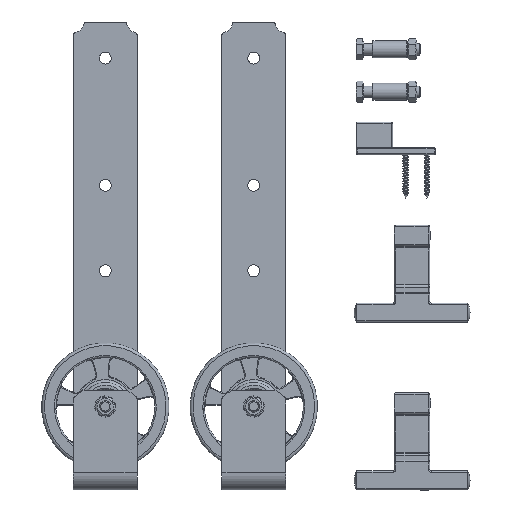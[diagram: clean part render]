
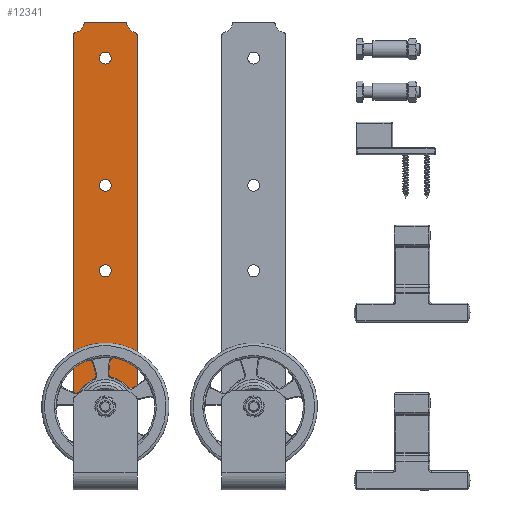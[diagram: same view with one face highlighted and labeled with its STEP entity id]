
A CAD part, top view. The second image highlights one B-rep face of the part: STEP entity #12341.
In plain terms, the highlighted planar face has unit normal (0, 0, 1).
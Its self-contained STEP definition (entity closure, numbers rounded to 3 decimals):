
#1069=FACE_BOUND('',#2871,.T.);
#1070=FACE_BOUND('',#2872,.T.);
#1071=FACE_BOUND('',#2873,.T.);
#1072=FACE_BOUND('',#2874,.T.);
#1144=CIRCLE('',#13610,2.);
#1154=CIRCLE('',#13623,2.);
#1155=CIRCLE('',#13626,2.);
#1156=CIRCLE('',#13628,2.);
#1160=CIRCLE('',#13639,7.5);
#1161=CIRCLE('',#13641,7.5);
#1162=CIRCLE('',#13643,4.1);
#1163=CIRCLE('',#13644,4.25);
#1164=CIRCLE('',#13645,4.25);
#1165=CIRCLE('',#13646,4.25);
#2097=FACE_OUTER_BOUND('',#2870,.T.);
#2870=EDGE_LOOP('',(#8355,#8356,#8357,#8358,#8359,#8360,#8361,#8362,#8363,
#8364));
#2871=EDGE_LOOP('',(#8365));
#2872=EDGE_LOOP('',(#8366));
#2873=EDGE_LOOP('',(#8367));
#2874=EDGE_LOOP('',(#8368));
#3698=LINE('',#19640,#4420);
#3704=LINE('',#19673,#4426);
#3709=LINE('',#19687,#4431);
#3719=LINE('',#19715,#4441);
#4420=VECTOR('',#15401,10.);
#4426=VECTOR('',#15433,10.);
#4431=VECTOR('',#15448,10.);
#4441=VECTOR('',#15484,10.);
#5144=VERTEX_POINT('',#19630);
#5145=VERTEX_POINT('',#19632);
#5147=VERTEX_POINT('',#19638);
#5159=VERTEX_POINT('',#19666);
#5160=VERTEX_POINT('',#19667);
#5161=VERTEX_POINT('',#19672);
#5162=VERTEX_POINT('',#19676);
#5163=VERTEX_POINT('',#19680);
#5164=VERTEX_POINT('',#19681);
#5165=VERTEX_POINT('',#19686);
#5171=VERTEX_POINT('',#19716);
#5172=VERTEX_POINT('',#19718);
#5173=VERTEX_POINT('',#19720);
#5174=VERTEX_POINT('',#19722);
#6353=EDGE_CURVE('',#5144,#5145,#1144,.T.);
#6357=EDGE_CURVE('',#5147,#5144,#3698,.T.);
#6370=EDGE_CURVE('',#5159,#5160,#1154,.T.);
#6373=EDGE_CURVE('',#5160,#5161,#3704,.T.);
#6375=EDGE_CURVE('',#5161,#5162,#1155,.T.);
#6377=EDGE_CURVE('',#5163,#5164,#1156,.T.);
#6380=EDGE_CURVE('',#5164,#5165,#3709,.T.);
#6393=EDGE_CURVE('',#5159,#5145,#1160,.T.);
#6394=EDGE_CURVE('',#5163,#5162,#1161,.T.);
#6395=EDGE_CURVE('',#5165,#5147,#3719,.T.);
#6396=EDGE_CURVE('',#5171,#5171,#1162,.T.);
#6397=EDGE_CURVE('',#5172,#5172,#1163,.T.);
#6398=EDGE_CURVE('',#5173,#5173,#1164,.T.);
#6399=EDGE_CURVE('',#5174,#5174,#1165,.T.);
#8355=ORIENTED_EDGE('',*,*,#6353,.F.);
#8356=ORIENTED_EDGE('',*,*,#6357,.F.);
#8357=ORIENTED_EDGE('',*,*,#6395,.F.);
#8358=ORIENTED_EDGE('',*,*,#6380,.F.);
#8359=ORIENTED_EDGE('',*,*,#6377,.F.);
#8360=ORIENTED_EDGE('',*,*,#6394,.T.);
#8361=ORIENTED_EDGE('',*,*,#6375,.F.);
#8362=ORIENTED_EDGE('',*,*,#6373,.F.);
#8363=ORIENTED_EDGE('',*,*,#6370,.F.);
#8364=ORIENTED_EDGE('',*,*,#6393,.T.);
#8365=ORIENTED_EDGE('',*,*,#6396,.T.);
#8366=ORIENTED_EDGE('',*,*,#6397,.T.);
#8367=ORIENTED_EDGE('',*,*,#6398,.T.);
#8368=ORIENTED_EDGE('',*,*,#6399,.T.);
#12116=PLANE('',#13642);
#12341=ADVANCED_FACE('',(#2097,#1069,#1070,#1071,#1072),#12116,.T.);
#13610=AXIS2_PLACEMENT_3D('',#19633,#15394,#15395);
#13623=AXIS2_PLACEMENT_3D('',#19668,#15427,#15428);
#13626=AXIS2_PLACEMENT_3D('',#19677,#15437,#15438);
#13628=AXIS2_PLACEMENT_3D('',#19682,#15442,#15443);
#13639=AXIS2_PLACEMENT_3D('',#19711,#15476,#15477);
#13641=AXIS2_PLACEMENT_3D('',#19713,#15480,#15481);
#13642=AXIS2_PLACEMENT_3D('',#19714,#15482,#15483);
#13643=AXIS2_PLACEMENT_3D('',#19717,#15485,#15486);
#13644=AXIS2_PLACEMENT_3D('',#19719,#15487,#15488);
#13645=AXIS2_PLACEMENT_3D('',#19721,#15489,#15490);
#13646=AXIS2_PLACEMENT_3D('',#19723,#15491,#15492);
#15394=DIRECTION('center_axis',(0.,0.,-1.));
#15395=DIRECTION('ref_axis',(0.778,-0.628,0.));
#15401=DIRECTION('',(0.,-1.,0.));
#15427=DIRECTION('center_axis',(0.,0.,-1.));
#15428=DIRECTION('ref_axis',(0.628,-0.778,0.));
#15433=DIRECTION('',(-1.,0.,0.));
#15437=DIRECTION('center_axis',(0.,0.,-1.));
#15438=DIRECTION('ref_axis',(-0.628,-0.778,0.));
#15442=DIRECTION('center_axis',(0.,0.,-1.));
#15443=DIRECTION('ref_axis',(-0.778,-0.628,0.));
#15448=DIRECTION('',(0.,1.,0.));
#15476=DIRECTION('center_axis',(0.,0.,-1.));
#15477=DIRECTION('ref_axis',(-1.,0.,0.));
#15480=DIRECTION('center_axis',(0.,0.,-1.));
#15481=DIRECTION('ref_axis',(0.,1.,0.));
#15482=DIRECTION('center_axis',(0.,0.,1.));
#15483=DIRECTION('ref_axis',(1.,0.,0.));
#15484=DIRECTION('',(1.,0.,0.));
#15485=DIRECTION('center_axis',(0.,0.,-1.));
#15486=DIRECTION('ref_axis',(1.,0.,0.));
#15487=DIRECTION('center_axis',(0.,0.,-1.));
#15488=DIRECTION('ref_axis',(1.,0.,0.));
#15489=DIRECTION('center_axis',(0.,0.,-1.));
#15490=DIRECTION('ref_axis',(1.,0.,0.));
#15491=DIRECTION('center_axis',(0.,0.,-1.));
#15492=DIRECTION('ref_axis',(1.,0.,0.));
#19630=CARTESIAN_POINT('',(45.,9.287,6.));
#19632=CARTESIAN_POINT('',(43.421,7.332,6.));
#19633=CARTESIAN_POINT('Origin',(43.,9.287,6.));
#19638=CARTESIAN_POINT('',(45.,319.,6.));
#19640=CARTESIAN_POINT('',(45.,0.,6.));
#19666=CARTESIAN_POINT('',(37.668,1.579,6.));
#19667=CARTESIAN_POINT('',(35.713,0.,6.));
#19668=CARTESIAN_POINT('Origin',(35.713,2.,6.));
#19672=CARTESIAN_POINT('',(9.287,0.,6.));
#19673=CARTESIAN_POINT('',(0.,0.,6.));
#19676=CARTESIAN_POINT('',(7.332,1.579,6.));
#19677=CARTESIAN_POINT('Origin',(9.287,2.,6.));
#19680=CARTESIAN_POINT('',(1.579,7.332,6.));
#19681=CARTESIAN_POINT('',(0.,9.287,6.));
#19682=CARTESIAN_POINT('Origin',(2.,9.287,6.));
#19686=CARTESIAN_POINT('',(0.,319.,6.));
#19687=CARTESIAN_POINT('',(0.,366.143,6.));
#19711=CARTESIAN_POINT('Origin',(45.,0.,6.));
#19713=CARTESIAN_POINT('Origin',(0.,0.,6.));
#19714=CARTESIAN_POINT('Origin',(22.5,214.197,6.));
#19715=CARTESIAN_POINT('',(22.5,319.,6.));
#19716=CARTESIAN_POINT('',(18.4,272.,6.));
#19717=CARTESIAN_POINT('Origin',(22.5,272.,6.));
#19718=CARTESIAN_POINT('',(18.25,115.5,6.));
#19719=CARTESIAN_POINT('Origin',(22.5,115.5,6.));
#19720=CARTESIAN_POINT('',(18.25,176.,6.));
#19721=CARTESIAN_POINT('Origin',(22.5,176.,6.));
#19722=CARTESIAN_POINT('',(18.25,25.5,6.));
#19723=CARTESIAN_POINT('Origin',(22.5,25.5,6.));
